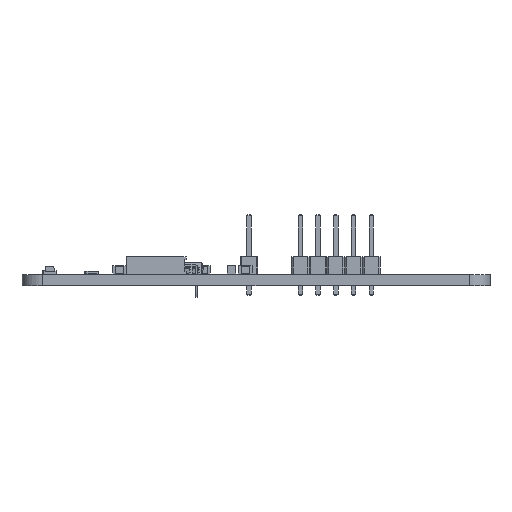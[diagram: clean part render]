
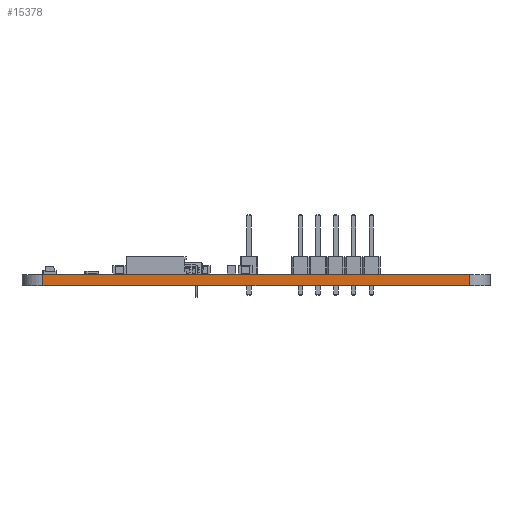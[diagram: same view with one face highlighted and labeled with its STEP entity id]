
A CAD part, front view. The second image highlights one B-rep face of the part: STEP entity #15378.
In plain terms, the highlighted planar face has unit normal (0, -1, 0).
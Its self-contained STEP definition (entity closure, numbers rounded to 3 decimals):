
#873=PLANE('',#16568);
#1623=FACE_OUTER_BOUND('',#2512,.T.);
#2512=EDGE_LOOP('',(#13590,#13591,#13592,#13593));
#4542=LINE('',#24501,#6293);
#4543=LINE('',#24577,#6294);
#4546=LINE('',#24656,#6297);
#4548=LINE('',#24660,#6299);
#6293=VECTOR('',#20286,1.);
#6294=VECTOR('',#20363,1.);
#6297=VECTOR('',#20444,1.);
#6299=VECTOR('',#20450,1.);
#7557=VERTEX_POINT('',#24498);
#7558=VERTEX_POINT('',#24500);
#7594=VERTEX_POINT('',#24574);
#7595=VERTEX_POINT('',#24576);
#9552=EDGE_CURVE('',#7557,#7558,#4542,.T.);
#9590=EDGE_CURVE('',#7595,#7594,#4543,.T.);
#9630=EDGE_CURVE('',#7558,#7594,#4546,.T.);
#9632=EDGE_CURVE('',#7557,#7595,#4548,.T.);
#13590=ORIENTED_EDGE('',*,*,#9632,.T.);
#13591=ORIENTED_EDGE('',*,*,#9590,.T.);
#13592=ORIENTED_EDGE('',*,*,#9630,.F.);
#13593=ORIENTED_EDGE('',*,*,#9552,.F.);
#15378=ADVANCED_FACE('',(#1623),#873,.T.);
#16568=AXIS2_PLACEMENT_3D('',#24659,#20448,#20449);
#20286=DIRECTION('',(-1.,0.,0.));
#20363=DIRECTION('',(-1.,0.,0.));
#20444=DIRECTION('',(0.,0.,1.));
#20448=DIRECTION('center_axis',(0.,-1.,0.));
#20449=DIRECTION('ref_axis',(-1.,0.,0.));
#20450=DIRECTION('',(0.,0.,1.));
#24498=CARTESIAN_POINT('',(30.5,-29.5,0.));
#24500=CARTESIAN_POINT('',(-30.5,-29.5,0.));
#24501=CARTESIAN_POINT('',(30.5,-29.5,0.));
#24574=CARTESIAN_POINT('',(-30.5,-29.5,1.6));
#24576=CARTESIAN_POINT('',(30.5,-29.5,1.6));
#24577=CARTESIAN_POINT('',(30.5,-29.5,1.6));
#24656=CARTESIAN_POINT('',(-30.5,-29.5,0.));
#24659=CARTESIAN_POINT('Origin',(30.5,-29.5,0.));
#24660=CARTESIAN_POINT('',(30.5,-29.5,0.));
